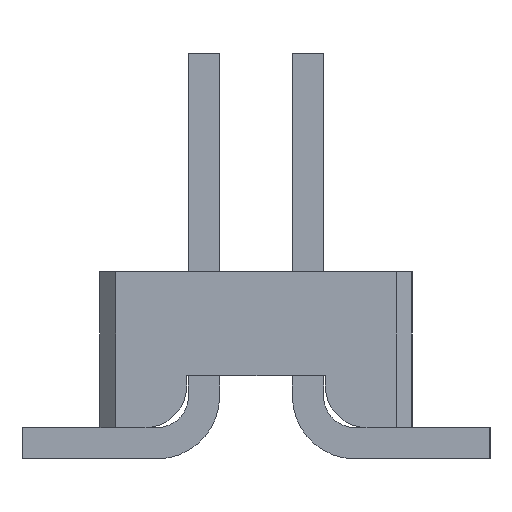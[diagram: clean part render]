
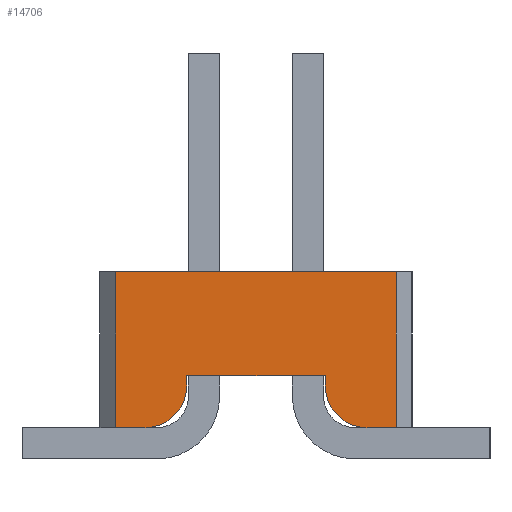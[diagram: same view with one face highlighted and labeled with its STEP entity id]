
A CAD part, left-side view. The second image highlights one B-rep face of the part: STEP entity #14706.
In plain terms, the highlighted planar face has unit normal (-1, 0, 0).
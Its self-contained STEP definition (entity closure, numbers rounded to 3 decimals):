
#842=DIRECTION('',(0.,-1.,0.));
#843=VECTOR('',#842,2.7);
#844=CARTESIAN_POINT('',(-10.3,1.35,0.));
#845=LINE('',#844,#843);
#1494=DIRECTION('',(0.,-1.,0.));
#1495=VECTOR('',#1494,0.283);
#1496=CARTESIAN_POINT('',(-10.3,-1.068,-1.5));
#1497=LINE('',#1496,#1495);
#1522=DIRECTION('',(0.,-1.,0.));
#1523=VECTOR('',#1522,0.283);
#1524=CARTESIAN_POINT('',(-10.3,1.35,-1.5));
#1525=LINE('',#1524,#1523);
#3334=DIRECTION('',(0.,0.,-1.));
#3335=VECTOR('',#3334,1.5);
#3336=CARTESIAN_POINT('',(-10.3,1.35,0.));
#3337=LINE('',#3336,#3335);
#3338=DIRECTION('',(0.,0.,-1.));
#3339=VECTOR('',#3338,1.5);
#3340=CARTESIAN_POINT('',(-10.3,-1.35,0.));
#3341=LINE('',#3340,#3339);
#3342=CARTESIAN_POINT('',(-10.3,-1.068,-1.1));
#3343=DIRECTION('',(-1.,0.,0.));
#3344=DIRECTION('',(0.,1.,0.));
#3345=AXIS2_PLACEMENT_3D('',#3342,#3343,#3344);
#3347=DIRECTION('',(0.,0.,1.));
#3348=VECTOR('',#3347,0.1);
#3349=CARTESIAN_POINT('',(-10.3,-0.668,-1.1));
#3350=LINE('',#3349,#3348);
#3351=DIRECTION('',(0.,1.,0.));
#3352=VECTOR('',#3351,1.335);
#3353=CARTESIAN_POINT('',(-10.3,-0.668,-1.));
#3354=LINE('',#3353,#3352);
#3355=DIRECTION('',(0.,0.,-1.));
#3356=VECTOR('',#3355,0.1);
#3357=CARTESIAN_POINT('',(-10.3,0.668,-1.));
#3358=LINE('',#3357,#3356);
#3359=CARTESIAN_POINT('',(-10.3,1.068,-1.1));
#3360=DIRECTION('',(-1.,0.,0.));
#3361=DIRECTION('',(0.,0.,-1.));
#3362=AXIS2_PLACEMENT_3D('',#3359,#3360,#3361);
#9986=CARTESIAN_POINT('',(-10.3,1.35,-1.5));
#9988=VERTEX_POINT('',#9986);
#9992=CARTESIAN_POINT('',(-10.3,1.35,0.));
#9993=VERTEX_POINT('',#9992);
#9995=CARTESIAN_POINT('',(-10.3,-1.35,-1.5));
#9997=VERTEX_POINT('',#9995);
#9998=CARTESIAN_POINT('',(-10.3,-1.35,0.));
#9999=VERTEX_POINT('',#9998);
#12258=CARTESIAN_POINT('',(-10.3,-0.668,-1.1));
#12259=CARTESIAN_POINT('',(-10.3,-0.668,-1.));
#12260=VERTEX_POINT('',#12258);
#12261=VERTEX_POINT('',#12259);
#12262=CARTESIAN_POINT('',(-10.3,0.668,-1.));
#12263=VERTEX_POINT('',#12262);
#12264=CARTESIAN_POINT('',(-10.3,0.668,-1.1));
#12265=VERTEX_POINT('',#12264);
#12266=CARTESIAN_POINT('',(-10.3,1.068,-1.5));
#12267=VERTEX_POINT('',#12266);
#12268=CARTESIAN_POINT('',(-10.3,-1.068,-1.5));
#12269=VERTEX_POINT('',#12268);
#14684=CARTESIAN_POINT('',(-10.3,1.5,0.));
#14685=DIRECTION('',(-1.,0.,0.));
#14686=DIRECTION('',(0.,-1.,0.));
#14687=AXIS2_PLACEMENT_3D('',#14684,#14685,#14686);
#14688=PLANE('',#14687);
#14689=ORIENTED_EDGE('',*,*,#13196,.F.);
#14690=ORIENTED_EDGE('',*,*,#12781,.T.);
#14692=ORIENTED_EDGE('',*,*,#14691,.T.);
#14693=ORIENTED_EDGE('',*,*,#13210,.F.);
#14695=ORIENTED_EDGE('',*,*,#14694,.F.);
#14697=ORIENTED_EDGE('',*,*,#14696,.T.);
#14698=ORIENTED_EDGE('',*,*,#14279,.T.);
#14700=ORIENTED_EDGE('',*,*,#14699,.T.);
#14702=ORIENTED_EDGE('',*,*,#14701,.F.);
#14703=ORIENTED_EDGE('',*,*,#13231,.F.);
#14704=EDGE_LOOP('',(#14689,#14690,#14692,#14693,#14695,#14697,#14698,#14700,
#14702,#14703));
#14705=FACE_OUTER_BOUND('',#14704,.F.);
#3346=CIRCLE('',#3345,0.4);
#3363=CIRCLE('',#3362,0.4);
#12781=EDGE_CURVE('',#9993,#9999,#845,.T.);
#13196=EDGE_CURVE('',#9993,#9988,#3337,.T.);
#13210=EDGE_CURVE('',#12269,#9997,#1497,.T.);
#13231=EDGE_CURVE('',#9988,#12267,#1525,.T.);
#14279=EDGE_CURVE('',#12261,#12263,#3354,.T.);
#14691=EDGE_CURVE('',#9999,#9997,#3341,.T.);
#14694=EDGE_CURVE('',#12260,#12269,#3346,.T.);
#14696=EDGE_CURVE('',#12260,#12261,#3350,.T.);
#14699=EDGE_CURVE('',#12263,#12265,#3358,.T.);
#14701=EDGE_CURVE('',#12267,#12265,#3363,.T.);
#14706=ADVANCED_FACE('',(#14705),#14688,.T.);
